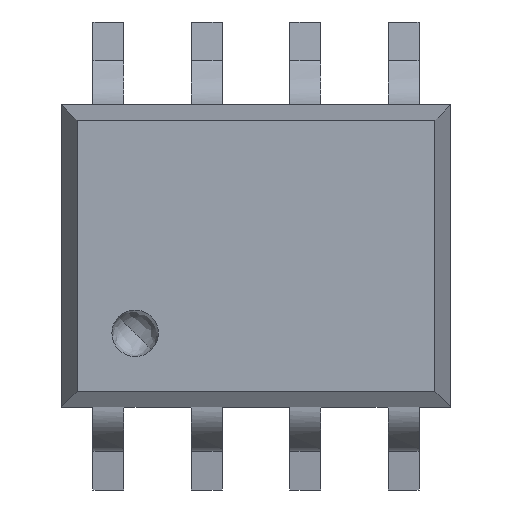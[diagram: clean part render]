
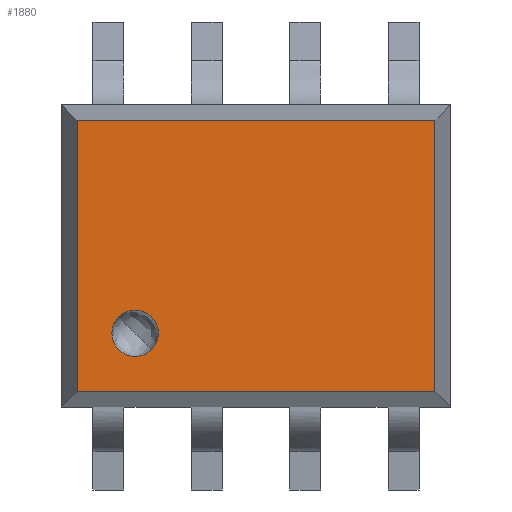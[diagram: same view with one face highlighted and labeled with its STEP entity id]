
A CAD part, top view. The second image highlights one B-rep face of the part: STEP entity #1880.
In plain terms, the highlighted planar face has unit normal (0, 0, 1).
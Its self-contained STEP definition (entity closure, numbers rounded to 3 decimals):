
#61=DIRECTION('',(0.,1.,0.));
#62=VECTOR('',#61,3.5);
#63=CARTESIAN_POINT('',(-2.31,-1.75,1.6));
#64=LINE('',#63,#62);
#68=DIRECTION('',(1.,0.,0.));
#69=VECTOR('',#68,4.62);
#70=CARTESIAN_POINT('',(-2.31,1.75,1.6));
#71=LINE('',#70,#69);
#75=DIRECTION('',(0.,-1.,0.));
#76=VECTOR('',#75,3.5);
#77=CARTESIAN_POINT('',(2.31,1.75,1.6));
#78=LINE('',#77,#76);
#82=DIRECTION('',(-1.,0.,0.));
#83=VECTOR('',#82,4.62);
#84=CARTESIAN_POINT('',(2.31,-1.75,1.6));
#85=LINE('',#84,#83);
#89=CARTESIAN_POINT('',(-1.772,-0.788,1.6));
#90=CARTESIAN_POINT('',(-1.79,-0.806,1.6));
#91=CARTESIAN_POINT('',(-1.825,-0.85,1.6));
#92=CARTESIAN_POINT('',(-1.864,-0.952,1.6));
#93=CARTESIAN_POINT('',(-1.859,-1.088,1.6));
#94=CARTESIAN_POINT('',(-1.782,-1.222,1.6));
#95=CARTESIAN_POINT('',(-1.648,-1.299,1.6));
#96=CARTESIAN_POINT('',(-1.512,-1.304,1.6));
#97=CARTESIAN_POINT('',(-1.41,-1.265,1.6));
#98=CARTESIAN_POINT('',(-1.366,-1.23,1.6));
#99=CARTESIAN_POINT('',(-1.348,-1.212,1.6));
#104=CARTESIAN_POINT('',(-1.348,-1.212,1.6));
#105=CARTESIAN_POINT('',(-1.349,-1.213,1.6));
#106=CARTESIAN_POINT('',(-1.35,-1.214,1.6));
#107=CARTESIAN_POINT('',(-1.339,-1.203,1.6));
#108=CARTESIAN_POINT('',(-1.332,-1.195,1.6));
#109=CARTESIAN_POINT('',(-1.324,-1.185,1.6));
#110=CARTESIAN_POINT('',(-1.317,-1.176,1.6));
#111=CARTESIAN_POINT('',(-1.309,-1.165,1.6));
#112=CARTESIAN_POINT('',(-1.305,-1.158,1.6));
#113=CARTESIAN_POINT('',(-1.298,-1.146,1.6));
#114=CARTESIAN_POINT('',(-1.293,-1.136,1.6));
#115=CARTESIAN_POINT('',(-1.287,-1.125,1.6));
#116=CARTESIAN_POINT('',(-1.282,-1.114,1.6));
#117=CARTESIAN_POINT('',(-1.278,-1.103,1.6));
#118=CARTESIAN_POINT('',(-1.274,-1.091,1.6));
#119=CARTESIAN_POINT('',(-1.271,-1.08,1.6));
#120=CARTESIAN_POINT('',(-1.267,-1.067,1.6));
#121=CARTESIAN_POINT('',(-1.266,-1.058,1.6));
#122=CARTESIAN_POINT('',(-1.263,-1.046,1.6));
#123=CARTESIAN_POINT('',(-1.262,-1.034,1.6));
#124=CARTESIAN_POINT('',(-1.261,-1.022,1.6));
#125=CARTESIAN_POINT('',(-1.26,-1.01,1.6));
#126=CARTESIAN_POINT('',(-1.26,-0.997,1.6));
#127=CARTESIAN_POINT('',(-1.26,-0.985,1.6));
#128=CARTESIAN_POINT('',(-1.261,-0.972,1.6));
#129=CARTESIAN_POINT('',(-1.262,-0.964,1.6));
#130=CARTESIAN_POINT('',(-1.264,-0.951,1.6));
#131=CARTESIAN_POINT('',(-1.266,-0.939,1.6));
#132=CARTESIAN_POINT('',(-1.269,-0.927,1.6));
#133=CARTESIAN_POINT('',(-1.272,-0.916,1.6));
#134=CARTESIAN_POINT('',(-1.276,-0.904,1.6));
#135=CARTESIAN_POINT('',(-1.28,-0.892,1.6));
#136=CARTESIAN_POINT('',(-1.284,-0.881,1.6));
#137=CARTESIAN_POINT('',(-1.29,-0.869,1.6));
#138=CARTESIAN_POINT('',(-1.294,-0.862,1.6));
#139=CARTESIAN_POINT('',(-1.3,-0.85,1.6));
#140=CARTESIAN_POINT('',(-1.306,-0.84,1.6));
#141=CARTESIAN_POINT('',(-1.313,-0.83,1.6));
#142=CARTESIAN_POINT('',(-1.32,-0.82,1.6));
#143=CARTESIAN_POINT('',(-1.327,-0.811,1.6));
#144=CARTESIAN_POINT('',(-1.335,-0.801,1.6));
#145=CARTESIAN_POINT('',(-1.344,-0.792,1.6));
#146=CARTESIAN_POINT('',(-1.351,-0.785,1.6));
#147=CARTESIAN_POINT('',(-1.36,-0.776,1.6));
#148=CARTESIAN_POINT('',(-1.369,-0.768,1.6));
#149=CARTESIAN_POINT('',(-1.379,-0.761,1.6));
#150=CARTESIAN_POINT('',(-1.389,-0.754,1.6));
#151=CARTESIAN_POINT('',(-1.399,-0.747,1.6));
#152=CARTESIAN_POINT('',(-1.409,-0.741,1.6));
#153=CARTESIAN_POINT('',(-1.421,-0.734,1.6));
#154=CARTESIAN_POINT('',(-1.428,-0.73,1.6));
#155=CARTESIAN_POINT('',(-1.44,-0.725,1.6));
#156=CARTESIAN_POINT('',(-1.451,-0.72,1.6));
#157=CARTESIAN_POINT('',(-1.462,-0.716,1.6));
#158=CARTESIAN_POINT('',(-1.474,-0.713,1.6));
#159=CARTESIAN_POINT('',(-1.486,-0.709,1.6));
#160=CARTESIAN_POINT('',(-1.498,-0.706,1.6));
#161=CARTESIAN_POINT('',(-1.509,-0.704,1.6));
#162=CARTESIAN_POINT('',(-1.522,-0.702,1.6));
#163=CARTESIAN_POINT('',(-1.531,-0.701,1.6));
#164=CARTESIAN_POINT('',(-1.544,-0.7,1.6));
#165=CARTESIAN_POINT('',(-1.556,-0.7,1.6));
#166=CARTESIAN_POINT('',(-1.568,-0.7,1.6));
#167=CARTESIAN_POINT('',(-1.58,-0.701,1.6));
#168=CARTESIAN_POINT('',(-1.592,-0.702,1.6));
#169=CARTESIAN_POINT('',(-1.604,-0.703,1.6));
#170=CARTESIAN_POINT('',(-1.617,-0.705,1.6));
#171=CARTESIAN_POINT('',(-1.626,-0.707,1.6));
#172=CARTESIAN_POINT('',(-1.638,-0.71,1.6));
#173=CARTESIAN_POINT('',(-1.65,-0.714,1.6));
#174=CARTESIAN_POINT('',(-1.661,-0.717,1.6));
#175=CARTESIAN_POINT('',(-1.672,-0.722,1.6));
#176=CARTESIAN_POINT('',(-1.684,-0.727,1.6));
#177=CARTESIAN_POINT('',(-1.695,-0.732,1.6));
#178=CARTESIAN_POINT('',(-1.705,-0.737,1.6));
#179=CARTESIAN_POINT('',(-1.716,-0.744,1.6));
#180=CARTESIAN_POINT('',(-1.726,-0.75,1.6));
#181=CARTESIAN_POINT('',(-1.736,-0.757,1.6));
#182=CARTESIAN_POINT('',(-1.746,-0.764,1.6));
#183=CARTESIAN_POINT('',(-1.755,-0.772,1.6));
#184=CARTESIAN_POINT('',(-1.765,-0.781,1.6));
#185=CARTESIAN_POINT('',(-1.77,-0.786,1.6));
#186=CARTESIAN_POINT('',(-1.772,-0.788,1.6));
#1625=VERTEX_POINT('',#89);
#1626=VERTEX_POINT('',#99);
#1633=CARTESIAN_POINT('',(2.31,1.75,1.6));
#1635=VERTEX_POINT('',#1633);
#1637=CARTESIAN_POINT('',(-2.31,-1.75,1.6));
#1639=VERTEX_POINT('',#1637);
#1713=CARTESIAN_POINT('',(-2.31,1.75,1.6));
#1714=VERTEX_POINT('',#1713);
#1804=CARTESIAN_POINT('',(2.31,-1.75,1.6));
#1805=VERTEX_POINT('',#1804);
#1860=CARTESIAN_POINT('',(0.,0.,1.6));
#1861=DIRECTION('',(0.,0.,1.));
#1862=DIRECTION('',(1.,0.,0.));
#1863=AXIS2_PLACEMENT_3D('',#1860,#1861,#1862);
#1864=PLANE('',#1863);
#1866=ORIENTED_EDGE('',*,*,#1865,.T.);
#1868=ORIENTED_EDGE('',*,*,#1867,.T.);
#1870=ORIENTED_EDGE('',*,*,#1869,.T.);
#1872=ORIENTED_EDGE('',*,*,#1871,.T.);
#1873=EDGE_LOOP('',(#1866,#1868,#1870,#1872));
#1874=FACE_OUTER_BOUND('',#1873,.F.);
#1875=ORIENTED_EDGE('',*,*,#1841,.T.);
#1877=ORIENTED_EDGE('',*,*,#1876,.T.);
#1878=EDGE_LOOP('',(#1875,#1877));
#1879=FACE_BOUND('',#1878,.F.);
#1880=ADVANCED_FACE('',(#1874,#1879),#1864,.T.);
#100=B_SPLINE_CURVE_WITH_KNOTS('',3,(#89,#90,#91,#92,#93,#94,#95,#96,#97,#98,
#99),.UNSPECIFIED.,.F.,.F.,(4,1,1,1,1,1,1,1,4),(0.,0.125,0.25,0.375,
0.5,0.625,0.75,0.875,1.),.UNSPECIFIED.);
#187=B_SPLINE_CURVE_WITH_KNOTS('',3,(#104,#105,#106,#107,#108,#109,#110,#111,
#112,#113,#114,#115,#116,#117,#118,#119,#120,#121,#122,#123,#124,#125,#126,#127,
#128,#129,#130,#131,#132,#133,#134,#135,#136,#137,#138,#139,#140,#141,#142,#143,
#144,#145,#146,#147,#148,#149,#150,#151,#152,#153,#154,#155,#156,#157,#158,#159,
#160,#161,#162,#163,#164,#165,#166,#167,#168,#169,#170,#171,#172,#173,#174,#175,
#176,#177,#178,#179,#180,#181,#182,#183,#184,#185,#186),.UNSPECIFIED.,.F.,.F.,
(4,1,1,1,1,1,1,1,1,1,1,1,1,1,1,1,1,1,1,1,1,1,1,1,1,1,1,1,1,1,1,1,1,1,1,1,1,1,1,
1,1,1,1,1,1,1,1,1,1,1,1,1,1,1,1,1,1,1,1,1,1,1,1,1,1,1,1,1,1,1,1,1,1,1,1,1,1,1,1,
1,4),(0.,0.013,0.025,0.038,0.05,0.063,0.075,0.088,0.1,0.113,
0.125,0.138,0.15,0.163,0.175,0.188,0.2,0.213,0.225,
0.238,0.25,0.263,0.275,0.288,0.3,0.313,0.325,0.338,
0.35,0.363,0.375,0.388,0.4,0.413,0.425,0.438,0.45,
0.463,0.475,0.488,0.5,0.513,0.525,0.538,0.55,0.563,
0.575,0.588,0.6,0.613,0.625,0.638,0.65,0.663,0.675,
0.688,0.7,0.713,0.725,0.738,0.75,0.763,0.775,0.788,0.8,
0.813,0.825,0.838,0.85,0.863,0.875,0.888,0.9,0.913,
0.925,0.938,0.95,0.963,0.975,0.988,1.),.UNSPECIFIED.);
#1841=EDGE_CURVE('',#1625,#1626,#100,.T.);
#1865=EDGE_CURVE('',#1639,#1714,#64,.T.);
#1867=EDGE_CURVE('',#1714,#1635,#71,.T.);
#1869=EDGE_CURVE('',#1635,#1805,#78,.T.);
#1871=EDGE_CURVE('',#1805,#1639,#85,.T.);
#1876=EDGE_CURVE('',#1626,#1625,#187,.T.);
